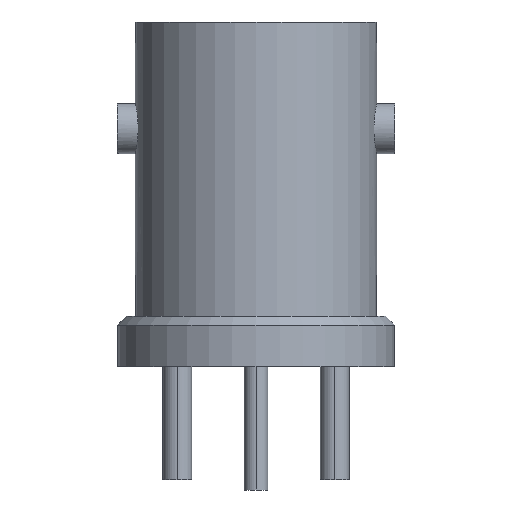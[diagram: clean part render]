
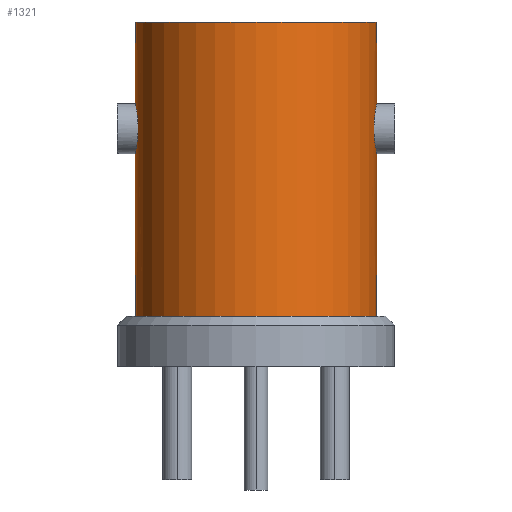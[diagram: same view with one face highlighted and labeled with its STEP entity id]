
A CAD part, left-side view. The second image highlights one B-rep face of the part: STEP entity #1321.
In plain terms, the highlighted cylindrical face has radius 4.79 mm (diameter 9.58 mm), a partial arc.
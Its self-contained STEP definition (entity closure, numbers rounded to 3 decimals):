
#1055=CARTESIAN_POINT('',(0.0,4.79,8.47));
#1056=VERTEX_POINT('',#1055);
#1072=CARTESIAN_POINT('',(0.0,4.79,10.451));
#1073=VERTEX_POINT('',#1072);
#1113=CARTESIAN_POINT('',(0.0,-4.79,8.47));
#1114=VERTEX_POINT('',#1113);
#1123=CARTESIAN_POINT('',(0.0,-4.79,10.451));
#1124=VERTEX_POINT('',#1123);
#1173=CARTESIAN_POINT('',(0.0,4.79,13.7));
#1174=VERTEX_POINT('',#1173);
#1175=CARTESIAN_POINT('',(0.0,4.79,13.7));
#1176=DIRECTION('',(0.0,0.0,-1.0));
#1177=VECTOR('',#1176,3.249);
#1178=LINE('',#1175,#1177);
#1179=EDGE_CURVE('',#1174,#1073,#1178,.T.);
#1181=CARTESIAN_POINT('',(0.,-4.79,13.7));
#1182=VERTEX_POINT('',#1181);
#1190=CARTESIAN_POINT('',(0.,-4.79,13.7));
#1191=DIRECTION('',(0.0,0.0,-1.0));
#1192=VECTOR('',#1191,3.249);
#1193=LINE('',#1190,#1192);
#1194=EDGE_CURVE('',#1182,#1124,#1193,.T.);
#1197=CARTESIAN_POINT('',(0.0,-4.79,2.));
#1198=VERTEX_POINT('',#1197);
#1199=CARTESIAN_POINT('',(0.,-4.79,8.47));
#1200=DIRECTION('',(0.0,0.0,-1.0));
#1201=VECTOR('',#1200,6.47);
#1202=LINE('',#1199,#1201);
#1203=EDGE_CURVE('',#1114,#1198,#1202,.T.);
#1205=CARTESIAN_POINT('',(0.0,4.79,2.));
#1206=VERTEX_POINT('',#1205);
#1214=CARTESIAN_POINT('',(0.0,4.79,8.47));
#1215=DIRECTION('',(0.0,0.0,-1.0));
#1216=VECTOR('',#1215,6.47);
#1217=LINE('',#1214,#1216);
#1218=EDGE_CURVE('',#1056,#1206,#1217,.T.);
#1230=CARTESIAN_POINT('',(0.0,0.,13.7));
#1231=DIRECTION('',(0.0,0.0,-1.0));
#1232=DIRECTION('',(0.0,1.0,0.0));
#1233=AXIS2_PLACEMENT_3D('',#1230,#1231,#1232);
#1234=CIRCLE('',#1233,4.79);
#1235=EDGE_CURVE('',#1182,#1174,#1234,.T.);
#1250=CARTESIAN_POINT('',(0.0,0.,-0.685));
#1251=DIRECTION('',(0.0,0.0,1.0));
#1252=DIRECTION('',(0.0,1.0,0.0));
#1253=AXIS2_PLACEMENT_3D('',#1250,#1251,#1252);
#1254=CYLINDRICAL_SURFACE('',#1253,4.79);
#1255=ORIENTED_EDGE('',*,*,#1179,.T.);
#1256=CARTESIAN_POINT('',(0.38,4.775,8.546));
#1257=CARTESIAN_POINT('',(0.258,4.785,8.495));
#1258=CARTESIAN_POINT('',(0.125,4.79,8.47));
#1259=CARTESIAN_POINT('',(-0.125,4.79,8.47));
#1260=CARTESIAN_POINT('',(-0.258,4.785,8.495));
#1261=CARTESIAN_POINT('',(-0.502,4.765,8.596));
#1262=CARTESIAN_POINT('',(-0.613,4.751,8.672));
#1263=CARTESIAN_POINT('',(-0.788,4.726,8.848));
#1264=CARTESIAN_POINT('',(-0.864,4.712,8.959));
#1265=CARTESIAN_POINT('',(-0.965,4.692,9.203));
#1266=CARTESIAN_POINT('',(-0.991,4.686,9.336));
#1267=CARTESIAN_POINT('',(-0.991,4.686,9.46));
#1268=CARTESIAN_POINT('',(-0.991,4.686,9.585));
#1269=CARTESIAN_POINT('',(-0.965,4.692,9.718));
#1270=CARTESIAN_POINT('',(-0.864,4.712,9.962));
#1271=CARTESIAN_POINT('',(-0.788,4.726,10.073));
#1272=CARTESIAN_POINT('',(-0.613,4.751,10.249));
#1273=CARTESIAN_POINT('',(-0.502,4.765,10.325));
#1274=CARTESIAN_POINT('',(-0.258,4.785,10.426));
#1275=CARTESIAN_POINT('',(-0.125,4.79,10.451));
#1276=CARTESIAN_POINT('',(0.125,4.79,10.451));
#1277=CARTESIAN_POINT('',(0.258,4.785,10.426));
#1278=CARTESIAN_POINT('',(0.38,4.775,10.375));
#1279=B_SPLINE_CURVE_WITH_KNOTS('',3,(#1256,#1257,#1258,#1259,#1260,#1261,#1262,#1263,#1264,#1265,#1266,#1267,#1268,#1269,#1270,#1271,#1272,#1273,#1274,#1275,#1276,#1277,#1278),.UNSPECIFIED.,.F.,.U.,(4,2,2,2,2,3,2,2,2,2,4),(-1.871,-1.497,-1.123,-0.749,-0.374,0.0,0.374,0.749,1.123,1.497,1.871),.UNSPECIFIED.);
#1280=EDGE_CURVE('',#1056,#1073,#1279,.T.);
#1281=ORIENTED_EDGE('',*,*,#1280,.F.);
#1282=ORIENTED_EDGE('',*,*,#1218,.T.);
#1283=CARTESIAN_POINT('',(0.0,0.,2.));
#1284=DIRECTION('',(0.0,0.0,1.0));
#1285=DIRECTION('',(0.0,1.0,0.0));
#1286=AXIS2_PLACEMENT_3D('',#1283,#1284,#1285);
#1287=CIRCLE('',#1286,4.79);
#1288=EDGE_CURVE('',#1206,#1198,#1287,.T.);
#1289=ORIENTED_EDGE('',*,*,#1288,.T.);
#1290=ORIENTED_EDGE('',*,*,#1203,.F.);
#1291=CARTESIAN_POINT('',(0.38,-4.775,10.375));
#1292=CARTESIAN_POINT('',(0.258,-4.785,10.426));
#1293=CARTESIAN_POINT('',(0.125,-4.79,10.451));
#1294=CARTESIAN_POINT('',(-0.125,-4.79,10.451));
#1295=CARTESIAN_POINT('',(-0.258,-4.785,10.426));
#1296=CARTESIAN_POINT('',(-0.502,-4.765,10.325));
#1297=CARTESIAN_POINT('',(-0.613,-4.751,10.249));
#1298=CARTESIAN_POINT('',(-0.788,-4.726,10.073));
#1299=CARTESIAN_POINT('',(-0.864,-4.712,9.962));
#1300=CARTESIAN_POINT('',(-0.965,-4.692,9.718));
#1301=CARTESIAN_POINT('',(-0.991,-4.686,9.585));
#1302=CARTESIAN_POINT('',(-0.991,-4.686,9.46));
#1303=CARTESIAN_POINT('',(-0.991,-4.686,9.336));
#1304=CARTESIAN_POINT('',(-0.965,-4.692,9.203));
#1305=CARTESIAN_POINT('',(-0.864,-4.712,8.959));
#1306=CARTESIAN_POINT('',(-0.788,-4.726,8.848));
#1307=CARTESIAN_POINT('',(-0.613,-4.751,8.672));
#1308=CARTESIAN_POINT('',(-0.502,-4.765,8.596));
#1309=CARTESIAN_POINT('',(-0.258,-4.785,8.495));
#1310=CARTESIAN_POINT('',(-0.125,-4.79,8.47));
#1311=CARTESIAN_POINT('',(0.125,-4.79,8.47));
#1312=CARTESIAN_POINT('',(0.258,-4.785,8.495));
#1313=CARTESIAN_POINT('',(0.38,-4.775,8.546));
#1314=B_SPLINE_CURVE_WITH_KNOTS('',3,(#1291,#1292,#1293,#1294,#1295,#1296,#1297,#1298,#1299,#1300,#1301,#1302,#1303,#1304,#1305,#1306,#1307,#1308,#1309,#1310,#1311,#1312,#1313),.UNSPECIFIED.,.F.,.U.,(4,2,2,2,2,3,2,2,2,2,4),(-1.871,-1.497,-1.123,-0.749,-0.374,0.0,0.374,0.749,1.123,1.497,1.871),.UNSPECIFIED.);
#1315=EDGE_CURVE('',#1124,#1114,#1314,.T.);
#1316=ORIENTED_EDGE('',*,*,#1315,.F.);
#1317=ORIENTED_EDGE('',*,*,#1194,.F.);
#1318=ORIENTED_EDGE('',*,*,#1235,.T.);
#1319=EDGE_LOOP('',(#1255,#1281,#1282,#1289,#1290,#1316,#1317,#1318));
#1320=FACE_OUTER_BOUND('',#1319,.T.);
#1321=ADVANCED_FACE('',(#1320),#1254,.T.);
